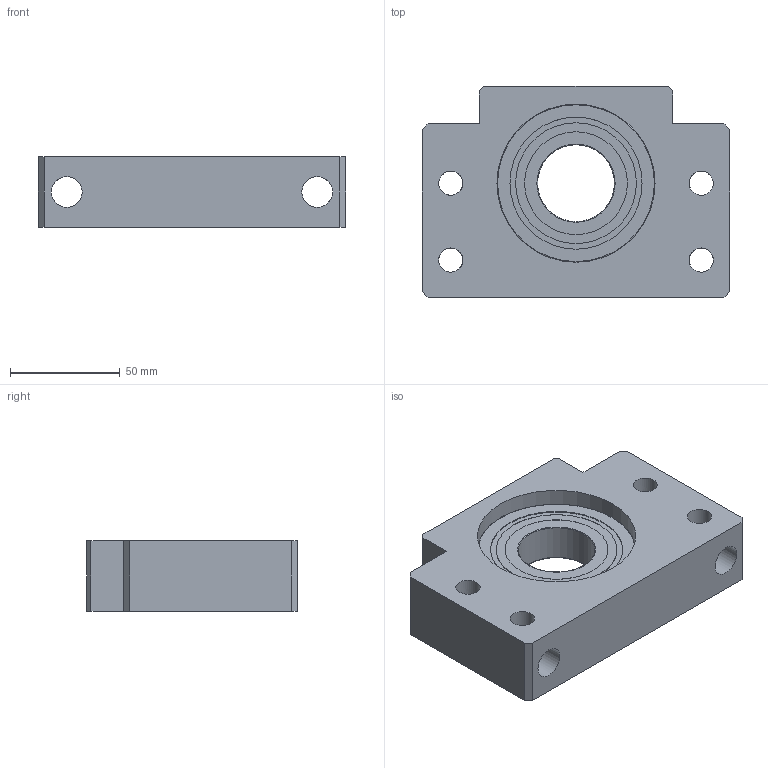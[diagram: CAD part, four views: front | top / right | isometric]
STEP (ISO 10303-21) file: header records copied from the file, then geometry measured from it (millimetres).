
FILE_DESCRIPTION( ( 'STEP AP203' ), ' ' );
FILE_NAME( 'BF_35.stp', '2018-02-07T17:15:32', ( '' ), ( '' ), ' ', 'PARTsolutions', ' ' );
FILE_SCHEMA( ( 'CONFIG_CONTROL_DESIGN' ) );
Length unit declared in the file: millimetre
Products named in the file (3): BF 35; _BF 35 Teil1; _BF 35 Teil2
Assembly tree (2 placements, depth 2):
  BF 35
    _BF 35 Teil1
    _BF 35 Teil2
Bounding box: 140 x 96 x 32 mm (x, y, z)
Volume: 287632.5 mm3; surface area: 59167.6 mm2
Topology: 2 solids, 2 shells, 51 faces, 126 edges, 83 vertices
Faces by surface type: plane 26, cylinder 21, torus 4
Full cylindrical faces by diameter (mm): 11 x8, 14 x2, 20 x2, 35 x1, 46.8 x2, 55 x2, 60.16 x2, 72 x2
Entity records: 2108 total; most frequent: CARTESIAN_POINT 896, DIRECTION 226, ORIENTED_EDGE 176, EDGE_LOOP 108, AXIS2_PLACEMENT_3D 92, EDGE_CURVE 88, FACE_OUTER_BOUND 76, VERTEX_POINT 74
